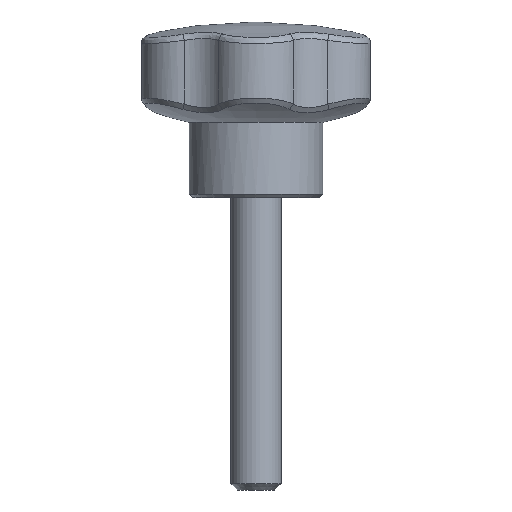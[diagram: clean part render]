
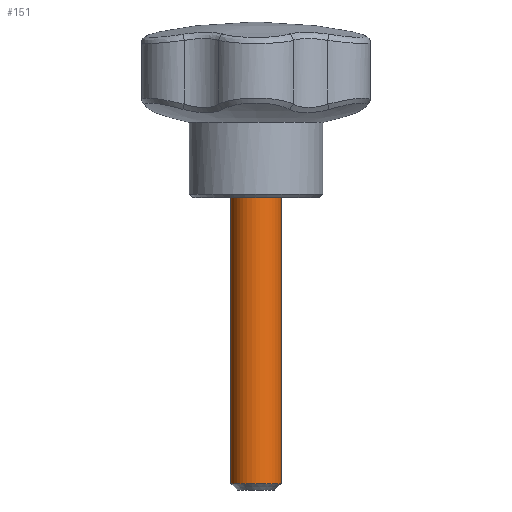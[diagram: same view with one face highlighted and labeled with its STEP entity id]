
A CAD part, front view. The second image highlights one B-rep face of the part: STEP entity #151.
In plain terms, the highlighted cylindrical face has radius 6 mm (diameter 12 mm), a full revolution.
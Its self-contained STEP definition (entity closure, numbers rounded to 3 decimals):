
#151 = ADVANCED_FACE( '', ( #326, #327 ), #328, .T. );
#326 = FACE_OUTER_BOUND( '', #2324, .T. );
#327 = FACE_OUTER_BOUND( '', #2325, .T. );
#328 = CYLINDRICAL_SURFACE( '', #2326, 6. );
#2324 = EDGE_LOOP( '', ( #3585 ) );
#2325 = EDGE_LOOP( '', ( #3586 ) );
#2326 = AXIS2_PLACEMENT_3D( '', #3587, #3588, #3589 );
#3585 = ORIENTED_EDGE( '', *, *, #3838, .T. );
#3586 = ORIENTED_EDGE( '', *, *, #3832, .T. );
#3587 = CARTESIAN_POINT( '', ( 0., 0., 17.5 ) );
#3588 = DIRECTION( '', ( 0., 0., -1. ) );
#3589 = DIRECTION( '', ( -1., 0., 0. ) );
#3832 = EDGE_CURVE( '', #4082, #4082, #4083, .F. );
#3838 = EDGE_CURVE( '', #4090, #4090, #4091, .T. );
#4082 = VERTEX_POINT( '', #5517 );
#4083 = CIRCLE( '', #5518, 6. );
#4090 = VERTEX_POINT( '', #5527 );
#4091 = CIRCLE( '', #5528, 6. );
#5517 = CARTESIAN_POINT( '', ( 6., 0., 0. ) );
#5518 = AXIS2_PLACEMENT_3D( '', #6525, #6526, #6527 );
#5527 = CARTESIAN_POINT( '', ( -6., 0., -68.5 ) );
#5528 = AXIS2_PLACEMENT_3D( '', #6531, #6532, #6533 );
#6525 = CARTESIAN_POINT( '', ( 0., 0., 0. ) );
#6526 = DIRECTION( '', ( 0., 0., 1. ) );
#6527 = DIRECTION( '', ( 1., 0., 0. ) );
#6531 = CARTESIAN_POINT( '', ( 0., 0., -68.5 ) );
#6532 = DIRECTION( '', ( 0., 0., 1. ) );
#6533 = DIRECTION( '', ( -1., 0., 0. ) );
